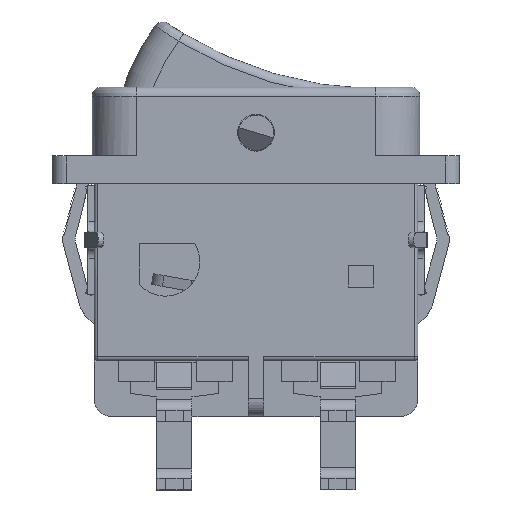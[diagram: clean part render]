
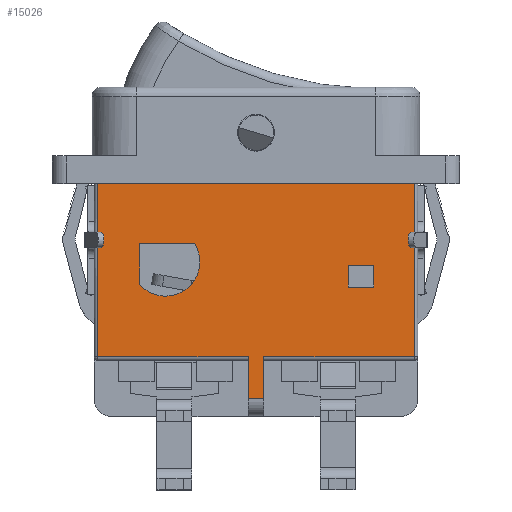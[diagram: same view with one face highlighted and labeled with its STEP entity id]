
A CAD part, top view. The second image highlights one B-rep face of the part: STEP entity #15026.
In plain terms, the highlighted planar face has unit normal (0, 0, 1).
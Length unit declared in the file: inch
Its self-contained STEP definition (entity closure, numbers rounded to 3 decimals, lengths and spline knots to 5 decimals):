
#1105=DIRECTION('',(0.,1.,0.));
#1106=VECTOR('',#1105,0.494);
#1107=CARTESIAN_POINT('',(-0.451,-0.494,0.2375));
#1108=LINE('',#1107,#1106);
#1109=DIRECTION('',(0.,1.,0.));
#1110=VECTOR('',#1109,0.494);
#1111=CARTESIAN_POINT('',(0.451,-0.494,0.2375));
#1112=LINE('',#1111,#1110);
#1113=DIRECTION('',(-1.,0.,0.));
#1114=VECTOR('',#1113,0.4285);
#1115=CARTESIAN_POINT('',(0.451,-0.494,0.2375));
#1116=LINE('',#1115,#1114);
#1117=DIRECTION('',(-1.,0.,0.));
#1118=VECTOR('',#1117,0.045);
#1119=CARTESIAN_POINT('',(0.0225,-0.614,0.2375));
#1120=LINE('',#1119,#1118);
#1121=DIRECTION('',(-1.,0.,0.));
#1122=VECTOR('',#1121,0.4285);
#1123=CARTESIAN_POINT('',(-0.0225,-0.494,0.2375));
#1124=LINE('',#1123,#1122);
#1125=DIRECTION('',(1.,0.,0.));
#1126=VECTOR('',#1125,0.072);
#1127=CARTESIAN_POINT('',(0.263,-0.295,0.2375));
#1128=LINE('',#1127,#1126);
#1129=DIRECTION('',(0.,1.,0.));
#1130=VECTOR('',#1129,0.062);
#1131=CARTESIAN_POINT('',(0.335,-0.295,0.2375));
#1132=LINE('',#1131,#1130);
#1133=DIRECTION('',(-1.,0.,0.));
#1134=VECTOR('',#1133,0.072);
#1135=CARTESIAN_POINT('',(0.335,-0.233,0.2375));
#1136=LINE('',#1135,#1134);
#1137=DIRECTION('',(0.,-1.,0.));
#1138=VECTOR('',#1137,0.062);
#1139=CARTESIAN_POINT('',(0.263,-0.233,0.2375));
#1140=LINE('',#1139,#1138);
#1141=DIRECTION('',(-1.,0.,0.));
#1142=VECTOR('',#1141,0.15707);
#1143=CARTESIAN_POINT('',(-0.17493,-0.171,0.2375));
#1144=LINE('',#1143,#1142);
#1145=DIRECTION('',(0.,-1.,0.));
#1146=VECTOR('',#1145,0.11625);
#1147=CARTESIAN_POINT('',(-0.332,-0.171,0.2375));
#1148=LINE('',#1147,#1146);
#1149=CARTESIAN_POINT('',(-0.258,-0.223,0.2375));
#1150=DIRECTION('',(0.,0.,1.));
#1151=DIRECTION('',(-0.755,-0.656,0.));
#1152=AXIS2_PLACEMENT_3D('',#1149,#1150,#1151);
#2217=DIRECTION('',(-1.,0.,0.));
#2218=VECTOR('',#2217,0.902);
#2219=CARTESIAN_POINT('',(0.451,0.,0.2375));
#2220=LINE('',#2219,#2218);
#3217=DIRECTION('',(0.,-1.,0.));
#3218=VECTOR('',#3217,0.12);
#3219=CARTESIAN_POINT('',(-0.0225,-0.494,0.2375));
#3220=LINE('',#3219,#3218);
#3226=DIRECTION('',(0.,1.,0.));
#3227=VECTOR('',#3226,0.12);
#3228=CARTESIAN_POINT('',(0.0225,-0.614,0.2375));
#3229=LINE('',#3228,#3227);
#10962=CARTESIAN_POINT('',(-0.0225,-0.614,0.2375));
#10963=VERTEX_POINT('',#10962);
#10964=CARTESIAN_POINT('',(0.0225,-0.614,0.2375));
#10965=VERTEX_POINT('',#10964);
#10970=CARTESIAN_POINT('',(0.451,-0.494,0.2375));
#10971=CARTESIAN_POINT('',(0.0225,-0.494,0.2375));
#10972=VERTEX_POINT('',#10970);
#10973=VERTEX_POINT('',#10971);
#10978=CARTESIAN_POINT('',(0.451,0.,0.2375));
#10979=VERTEX_POINT('',#10978);
#11032=CARTESIAN_POINT('',(-0.451,-0.494,0.2375));
#11033=CARTESIAN_POINT('',(-0.451,0.,0.2375));
#11034=VERTEX_POINT('',#11032);
#11035=VERTEX_POINT('',#11033);
#11038=CARTESIAN_POINT('',(-0.0225,-0.494,0.2375));
#11039=VERTEX_POINT('',#11038);
#11084=CARTESIAN_POINT('',(0.263,-0.295,0.2375));
#11085=CARTESIAN_POINT('',(0.335,-0.295,0.2375));
#11086=VERTEX_POINT('',#11084);
#11087=VERTEX_POINT('',#11085);
#11088=CARTESIAN_POINT('',(0.335,-0.233,0.2375));
#11089=VERTEX_POINT('',#11088);
#11090=CARTESIAN_POINT('',(0.263,-0.233,0.2375));
#11091=VERTEX_POINT('',#11090);
#11092=CARTESIAN_POINT('',(-0.17493,-0.171,0.2375));
#11093=CARTESIAN_POINT('',(-0.332,-0.171,0.2375));
#11094=VERTEX_POINT('',#11092);
#11095=VERTEX_POINT('',#11093);
#11096=CARTESIAN_POINT('',(-0.332,-0.28725,0.2375));
#11097=VERTEX_POINT('',#11096);
#14986=CARTESIAN_POINT('',(0.461,0.,0.2375));
#14987=DIRECTION('',(0.,0.,1.));
#14988=DIRECTION('',(-1.,0.,0.));
#14989=AXIS2_PLACEMENT_3D('',#14986,#14987,#14988);
#14990=PLANE('',#14989);
#14992=ORIENTED_EDGE('',*,*,#14991,.T.);
#14994=ORIENTED_EDGE('',*,*,#14993,.F.);
#14996=ORIENTED_EDGE('',*,*,#14995,.F.);
#14997=ORIENTED_EDGE('',*,*,#14976,.T.);
#14999=ORIENTED_EDGE('',*,*,#14998,.F.);
#15001=ORIENTED_EDGE('',*,*,#15000,.T.);
#15003=ORIENTED_EDGE('',*,*,#15002,.F.);
#15005=ORIENTED_EDGE('',*,*,#15004,.T.);
#15006=EDGE_LOOP('',(#14992,#14994,#14996,#14997,#14999,#15001,#15003,#15005));
#15007=FACE_OUTER_BOUND('',#15006,.F.);
#15009=ORIENTED_EDGE('',*,*,#15008,.T.);
#15011=ORIENTED_EDGE('',*,*,#15010,.T.);
#15013=ORIENTED_EDGE('',*,*,#15012,.T.);
#15015=ORIENTED_EDGE('',*,*,#15014,.T.);
#15016=EDGE_LOOP('',(#15009,#15011,#15013,#15015));
#15017=FACE_BOUND('',#15016,.F.);
#15019=ORIENTED_EDGE('',*,*,#15018,.T.);
#15021=ORIENTED_EDGE('',*,*,#15020,.T.);
#15023=ORIENTED_EDGE('',*,*,#15022,.T.);
#15024=EDGE_LOOP('',(#15019,#15021,#15023));
#15025=FACE_BOUND('',#15024,.F.);
#15026=ADVANCED_FACE('',(#15007,#15017,#15025),#14990,.T.);
#1153=CIRCLE('',#1152,0.098);
#14976=EDGE_CURVE('',#10972,#10973,#1116,.T.);
#14991=EDGE_CURVE('',#11034,#11035,#1108,.T.);
#14993=EDGE_CURVE('',#10979,#11035,#2220,.T.);
#14995=EDGE_CURVE('',#10972,#10979,#1112,.T.);
#14998=EDGE_CURVE('',#10965,#10973,#3229,.T.);
#15000=EDGE_CURVE('',#10965,#10963,#1120,.T.);
#15002=EDGE_CURVE('',#11039,#10963,#3220,.T.);
#15004=EDGE_CURVE('',#11039,#11034,#1124,.T.);
#15008=EDGE_CURVE('',#11086,#11087,#1128,.T.);
#15010=EDGE_CURVE('',#11087,#11089,#1132,.T.);
#15012=EDGE_CURVE('',#11089,#11091,#1136,.T.);
#15014=EDGE_CURVE('',#11091,#11086,#1140,.T.);
#15018=EDGE_CURVE('',#11094,#11095,#1144,.T.);
#15020=EDGE_CURVE('',#11095,#11097,#1148,.T.);
#15022=EDGE_CURVE('',#11097,#11094,#1153,.T.);
